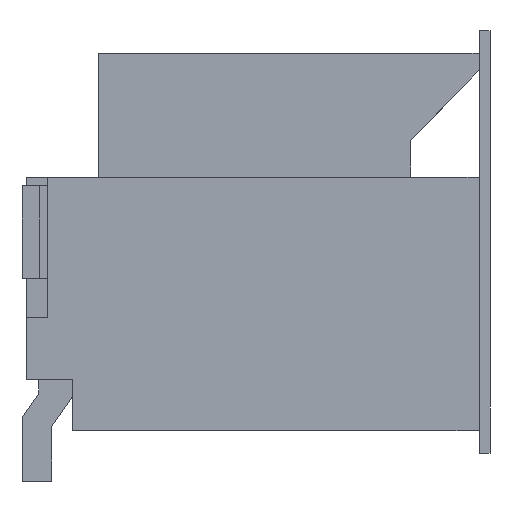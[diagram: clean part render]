
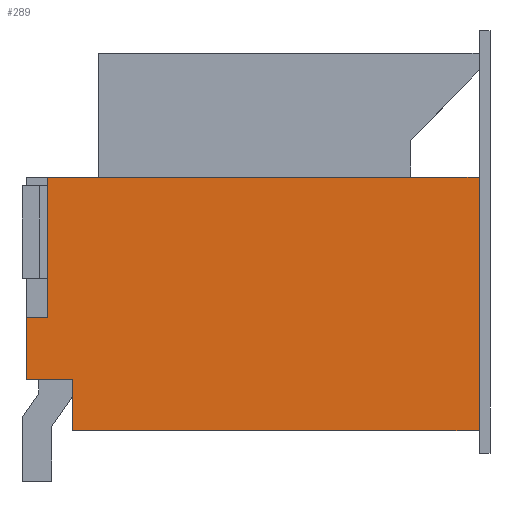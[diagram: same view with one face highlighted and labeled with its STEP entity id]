
A CAD part, left-side view. The second image highlights one B-rep face of the part: STEP entity #289.
In plain terms, the highlighted planar face has unit normal (-1, 0, 0).
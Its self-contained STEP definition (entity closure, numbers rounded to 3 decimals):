
#60=FACE_OUTER_BOUND('',#783,.T.);
#289=ADVANCED_FACE('',(#60),#520,.T.);
#520=PLANE('',#4626);
#783=EDGE_LOOP('',(#1156,#1157,#1158,#1159,#1160,#1161,#1162,#1163));
#1156=ORIENTED_EDGE('',*,*,#2845,.F.);
#1157=ORIENTED_EDGE('',*,*,#2841,.T.);
#1158=ORIENTED_EDGE('',*,*,#2846,.T.);
#1159=ORIENTED_EDGE('',*,*,#2847,.T.);
#1160=ORIENTED_EDGE('',*,*,#2848,.T.);
#1161=ORIENTED_EDGE('',*,*,#2814,.F.);
#1162=ORIENTED_EDGE('',*,*,#2828,.F.);
#1163=ORIENTED_EDGE('',*,*,#2713,.F.);
#2284=VERTEX_POINT('',#5964);
#2287=VERTEX_POINT('',#5969);
#2384=VERTEX_POINT('',#6172);
#2385=VERTEX_POINT('',#6174);
#2403=VERTEX_POINT('',#6222);
#2404=VERTEX_POINT('',#6224);
#2406=VERTEX_POINT('',#6232);
#2407=VERTEX_POINT('',#6234);
#2713=EDGE_CURVE('',#2287,#2284,#3352,.T.);
#2814=EDGE_CURVE('',#2384,#2385,#3453,.T.);
#2828=EDGE_CURVE('',#2284,#2384,#3467,.T.);
#2841=EDGE_CURVE('',#2404,#2403,#3480,.T.);
#2845=EDGE_CURVE('',#2404,#2287,#3484,.T.);
#2846=EDGE_CURVE('',#2403,#2406,#3485,.T.);
#2847=EDGE_CURVE('',#2406,#2407,#3486,.T.);
#2848=EDGE_CURVE('',#2407,#2385,#3487,.T.);
#3352=LINE('',#5970,#3985);
#3453=LINE('',#6173,#4086);
#3467=LINE('',#6199,#4100);
#3480=LINE('',#6223,#4113);
#3484=LINE('',#6230,#4117);
#3485=LINE('',#6231,#4118);
#3486=LINE('',#6233,#4119);
#3487=LINE('',#6235,#4120);
#3985=VECTOR('',#4858,1.);
#4086=VECTOR('',#4969,1.);
#4100=VECTOR('',#4987,1.);
#4113=VECTOR('',#5004,1.);
#4117=VECTOR('',#5010,1.);
#4118=VECTOR('',#5011,1.);
#4119=VECTOR('',#5012,1.);
#4120=VECTOR('',#5013,1.);
#4626=AXIS2_PLACEMENT_3D('',#6236,#5014,#5015);
#4858=DIRECTION('',(0.,0.,1.));
#4969=DIRECTION('',(0.,0.,-1.));
#4987=DIRECTION('',(0.,-1.,0.));
#5004=DIRECTION('',(0.,0.,-1.));
#5010=DIRECTION('',(0.,-1.,0.));
#5011=DIRECTION('',(0.,-1.,0.));
#5012=DIRECTION('',(0.,0.,-1.));
#5013=DIRECTION('',(0.,-1.,0.));
#5014=DIRECTION('',(-1.,0.,0.));
#5015=DIRECTION('',(0.,0.,1.));
#5964=CARTESIAN_POINT('',(-7.,6.,2.945));
#5969=CARTESIAN_POINT('',(-7.,6.,1.285));
#5970=CARTESIAN_POINT('',(-7.,6.,1.285));
#6172=CARTESIAN_POINT('',(-7.,0.89,2.945));
#6173=CARTESIAN_POINT('',(-7.,0.89,2.945));
#6174=CARTESIAN_POINT('',(-7.,0.89,-0.055));
#6199=CARTESIAN_POINT('',(-7.,6.25,2.945));
#6222=CARTESIAN_POINT('',(-7.,6.25,0.545));
#6223=CARTESIAN_POINT('',(-7.,6.25,2.945));
#6224=CARTESIAN_POINT('',(-7.,6.25,1.285));
#6230=CARTESIAN_POINT('',(-7.,6.25,1.285));
#6231=CARTESIAN_POINT('',(-7.,6.25,0.545));
#6232=CARTESIAN_POINT('',(-7.,5.7,0.545));
#6233=CARTESIAN_POINT('',(-7.,5.7,0.545));
#6234=CARTESIAN_POINT('',(-7.,5.7,-0.055));
#6235=CARTESIAN_POINT('',(-7.,6.25,-0.055));
#6236=CARTESIAN_POINT('',(-7.,6.25,2.945));
